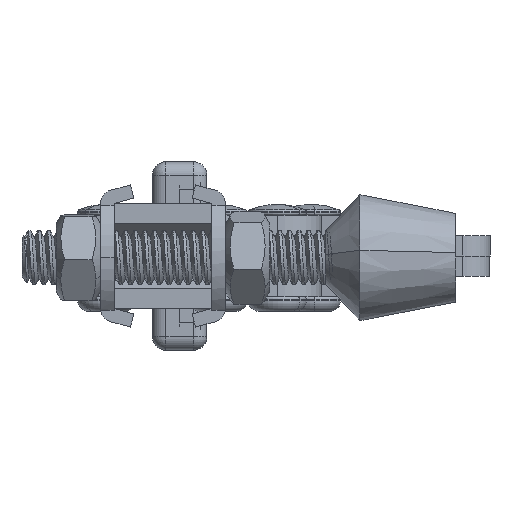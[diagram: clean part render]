
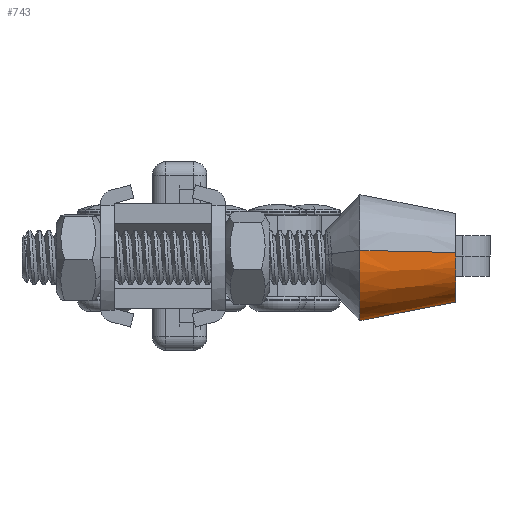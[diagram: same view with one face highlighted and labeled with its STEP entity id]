
A CAD part, left-side view. The second image highlights one B-rep face of the part: STEP entity #743.
In plain terms, the highlighted conical face has half-angle 11.113 degrees and reference radius 9.25 mm.
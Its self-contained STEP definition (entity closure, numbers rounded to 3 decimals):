
#86 = LINE ( 'NONE', #3189, #24558 ) ;
#182 = ORIENTED_EDGE ( 'NONE', *, *, #20133, .T. ) ;
#612 = CARTESIAN_POINT ( 'NONE',  ( 0., 0., 5.5 ) ) ;
#743 = ADVANCED_FACE ( 'NONE', ( #13069 ), #17598, .T. ) ;
#1773 = DIRECTION ( 'NONE',  ( 0., -1., 0. ) ) ;
#3189 = CARTESIAN_POINT ( 'NONE',  ( 0., 9.25, 5.5 ) ) ;
#3622 = CARTESIAN_POINT ( 'NONE',  ( 0., 0., -8.5 ) ) ;
#4828 = AXIS2_PLACEMENT_3D ( 'NONE', #612, #24742, #1773 ) ;
#5874 = DIRECTION ( 'NONE',  ( 0., -1., 0. ) ) ;
#8111 = AXIS2_PLACEMENT_3D ( 'NONE', #3622, #19246, #5874 ) ;
#8179 = ORIENTED_EDGE ( 'NONE', *, *, #13213, .F. ) ;
#8588 = VERTEX_POINT ( 'NONE', #19518 ) ;
#8670 = CARTESIAN_POINT ( 'NONE',  ( 0., 9.25, 5.5 ) ) ;
#8795 = CARTESIAN_POINT ( 'NONE',  ( 0., 0., 5.5 ) ) ;
#9881 = VECTOR ( 'NONE', #25942, 1000. ) ;
#10386 = EDGE_LOOP ( 'NONE', ( #8179, #182, #24752, #18383 ) ) ;
#11054 = DIRECTION ( 'NONE',  ( 0., -1., 0. ) ) ;
#13069 = FACE_OUTER_BOUND ( 'NONE', #10386, .T. ) ;
#13213 = EDGE_CURVE ( 'NONE', #15437, #23874, #86, .T. ) ;
#13571 = EDGE_CURVE ( 'NONE', #23874, #8588, #13739, .T. ) ;
#13739 = CIRCLE ( 'NONE', #17545, 9.25 ) ;
#14570 = EDGE_CURVE ( 'NONE', #17313, #8588, #16501, .T. ) ;
#15437 = VERTEX_POINT ( 'NONE', #19793 ) ;
#16016 = CIRCLE ( 'NONE', #8111, 6.5 ) ;
#16501 = LINE ( 'NONE', #16942, #9881 ) ;
#16942 = CARTESIAN_POINT ( 'NONE',  ( 0., -9.25, 5.5 ) ) ;
#17313 = VERTEX_POINT ( 'NONE', #18324 ) ;
#17545 = AXIS2_PLACEMENT_3D ( 'NONE', #8795, #24428, #11054 ) ;
#17598 = CONICAL_SURFACE ( 'NONE', #4828, 9.25, 0.194 ) ;
#18324 = CARTESIAN_POINT ( 'NONE',  ( 0., -6.5, -8.5 ) ) ;
#18383 = ORIENTED_EDGE ( 'NONE', *, *, #13571, .F. ) ;
#18819 = DIRECTION ( 'NONE',  ( 0., 0.193, 0.981 ) ) ;
#19246 = DIRECTION ( 'NONE',  ( 0., 0., 1. ) ) ;
#19518 = CARTESIAN_POINT ( 'NONE',  ( 0., -9.25, 5.5 ) ) ;
#19793 = CARTESIAN_POINT ( 'NONE',  ( 0., 6.5, -8.5 ) ) ;
#20133 = EDGE_CURVE ( 'NONE', #15437, #17313, #16016, .T. ) ;
#23874 = VERTEX_POINT ( 'NONE', #8670 ) ;
#24428 = DIRECTION ( 'NONE',  ( 0., 0., 1. ) ) ;
#24558 = VECTOR ( 'NONE', #18819, 1000. ) ;
#24742 = DIRECTION ( 'NONE',  ( 0., 0., 1. ) ) ;
#24752 = ORIENTED_EDGE ( 'NONE', *, *, #14570, .T. ) ;
#25942 = DIRECTION ( 'NONE',  ( 0., -0.193, 0.981 ) ) ;
